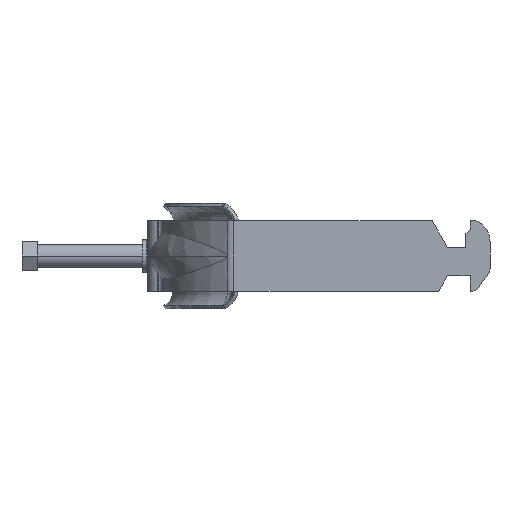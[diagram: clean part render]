
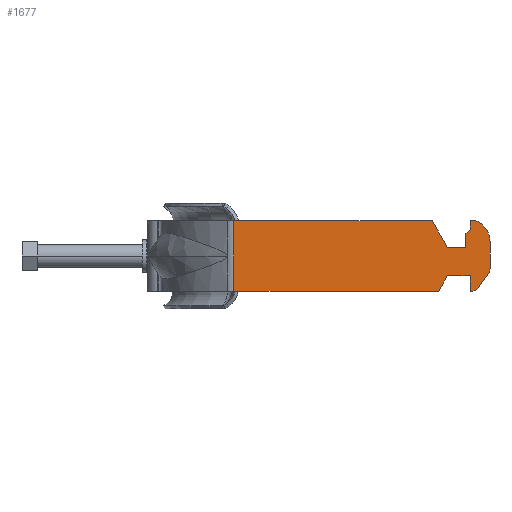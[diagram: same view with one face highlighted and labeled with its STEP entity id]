
A CAD part, left-side view. The second image highlights one B-rep face of the part: STEP entity #1677.
In plain terms, the highlighted planar face has unit normal (-1, 0, 0).
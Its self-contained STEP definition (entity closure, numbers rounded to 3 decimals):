
#52 = VERTEX_POINT ( 'NONE', #880 ) ;
#57 = CARTESIAN_POINT ( 'NONE',  ( -44., -30.426, -12.5 ) ) ;
#59 = ORIENTED_EDGE ( 'NONE', *, *, #1230, .T. ) ;
#147 = LINE ( 'NONE', #5169, #377 ) ;
#194 = ORIENTED_EDGE ( 'NONE', *, *, #231, .T. ) ;
#213 = VECTOR ( 'NONE', #8347, 1000. ) ;
#231 = EDGE_CURVE ( 'NONE', #6192, #7756, #804, .T. ) ;
#377 = VECTOR ( 'NONE', #5896, 1000. ) ;
#453 = LINE ( 'NONE', #8013, #2392 ) ;
#463 = CARTESIAN_POINT ( 'NONE',  ( -44., -30.426, 12.5 ) ) ;
#557 = CARTESIAN_POINT ( 'NONE',  ( -44., -112.5, 8. ) ) ;
#709 = VERTEX_POINT ( 'NONE', #8710 ) ;
#804 = CIRCLE ( 'NONE', #5117, 8. ) ;
#828 = CARTESIAN_POINT ( 'NONE',  ( -44., -112.5, 8. ) ) ;
#880 = CARTESIAN_POINT ( 'NONE',  ( -44., -114., -7. ) ) ;
#1033 = DIRECTION ( 'NONE',  ( 1., 0., 0. ) ) ;
#1050 = EDGE_LOOP ( 'NONE', ( #4117, #194, #6639, #2407, #2921, #5767, #9040, #6459, #8360, #8474, #3930, #59, #4517, #6267, #6115, #6183, #3905, #6323 ) ) ;
#1230 = EDGE_CURVE ( 'NONE', #1779, #6199, #453, .T. ) ;
#1292 = DIRECTION ( 'NONE',  ( 0., 0.707, -0.707 ) ) ;
#1294 = AXIS2_PLACEMENT_3D ( 'NONE', #5409, #1033, #6126 ) ;
#1645 = CARTESIAN_POINT ( 'NONE',  ( -44., -30.426, 12.5 ) ) ;
#1677 = ADVANCED_FACE ( 'NONE', ( #5702 ), #7708, .T. ) ;
#1695 = LINE ( 'NONE', #3666, #9436 ) ;
#1775 = CARTESIAN_POINT ( 'NONE',  ( -44., -114., -12.5 ) ) ;
#1779 = VERTEX_POINT ( 'NONE', #4696 ) ;
#1825 = VERTEX_POINT ( 'NONE', #6150 ) ;
#1850 = VECTOR ( 'NONE', #8074, 1000. ) ;
#1871 = DIRECTION ( 'NONE',  ( 0., -1., 0. ) ) ;
#1932 = DIRECTION ( 'NONE',  ( -1., 0., 0. ) ) ;
#2010 = VERTEX_POINT ( 'NONE', #2224 ) ;
#2090 = VERTEX_POINT ( 'NONE', #5342 ) ;
#2212 = VERTEX_POINT ( 'NONE', #4989 ) ;
#2224 = CARTESIAN_POINT ( 'NONE',  ( -44., -106., 3. ) ) ;
#2265 = EDGE_CURVE ( 'NONE', #6192, #9035, #9003, .T. ) ;
#2270 = VECTOR ( 'NONE', #7961, 1000. ) ;
#2305 = CARTESIAN_POINT ( 'NONE',  ( -44., -116.896, -11.221 ) ) ;
#2392 = VECTOR ( 'NONE', #3669, 1000. ) ;
#2407 = ORIENTED_EDGE ( 'NONE', *, *, #5249, .T. ) ;
#2487 = EDGE_CURVE ( 'NONE', #3344, #7756, #7614, .T. ) ;
#2500 = VECTOR ( 'NONE', #1292, 1000. ) ;
#2665 = CARTESIAN_POINT ( 'NONE',  ( -44., -30.426, 12.5 ) ) ;
#2767 = CARTESIAN_POINT ( 'NONE',  ( -44., -116., 12.5 ) ) ;
#2850 = LINE ( 'NONE', #2665, #8656 ) ;
#2883 = CARTESIAN_POINT ( 'NONE',  ( -44., -30.426, 12.5 ) ) ;
#2921 = ORIENTED_EDGE ( 'NONE', *, *, #8469, .T. ) ;
#2931 = EDGE_CURVE ( 'NONE', #9035, #2212, #4097, .T. ) ;
#2947 = EDGE_CURVE ( 'NONE', #6739, #709, #5797, .T. ) ;
#3114 = CARTESIAN_POINT ( 'NONE',  ( -44., -114., -12.5 ) ) ;
#3157 = AXIS2_PLACEMENT_3D ( 'NONE', #3319, #8399, #4058 ) ;
#3263 = CARTESIAN_POINT ( 'NONE',  ( -44., -112.5, 3. ) ) ;
#3265 = CARTESIAN_POINT ( 'NONE',  ( -44., -114.438, -12.5 ) ) ;
#3319 = CARTESIAN_POINT ( 'NONE',  ( -44., -114.438, -9.5 ) ) ;
#3330 = VECTOR ( 'NONE', #5314, 1000. ) ;
#3344 = VERTEX_POINT ( 'NONE', #6413 ) ;
#3407 = VECTOR ( 'NONE', #5557, 1000. ) ;
#3593 = VERTEX_POINT ( 'NONE', #2305 ) ;
#3666 = CARTESIAN_POINT ( 'NONE',  ( -44., -100.515, 12.5 ) ) ;
#3669 = DIRECTION ( 'NONE',  ( 0., -0.5, 0.866 ) ) ;
#3798 = VECTOR ( 'NONE', #3910, 1000. ) ;
#3815 = CARTESIAN_POINT ( 'NONE',  ( -44., -121., 5.084 ) ) ;
#3835 = CARTESIAN_POINT ( 'NONE',  ( -44., -114., 9.5 ) ) ;
#3905 = ORIENTED_EDGE ( 'NONE', *, *, #9142, .T. ) ;
#3910 = DIRECTION ( 'NONE',  ( 0., -1., 0. ) ) ;
#3930 = ORIENTED_EDGE ( 'NONE', *, *, #4640, .T. ) ;
#3992 = EDGE_CURVE ( 'NONE', #6199, #52, #5862, .T. ) ;
#4058 = DIRECTION ( 'NONE',  ( 0., 1., 0. ) ) ;
#4085 = CARTESIAN_POINT ( 'NONE',  ( -44., -121., -4.413 ) ) ;
#4097 = CIRCLE ( 'NONE', #1294, 3. ) ;
#4117 = ORIENTED_EDGE ( 'NONE', *, *, #2265, .F. ) ;
#4158 = VECTOR ( 'NONE', #5012, 1000. ) ;
#4262 = VERTEX_POINT ( 'NONE', #57 ) ;
#4321 = DIRECTION ( 'NONE',  ( -1., 0., 0. ) ) ;
#4339 = DIRECTION ( 'NONE',  ( 0., 0., -1. ) ) ;
#4372 = DIRECTION ( 'NONE',  ( 0., -1., 0. ) ) ;
#4381 = EDGE_CURVE ( 'NONE', #8232, #6405, #8354, .T. ) ;
#4410 = DIRECTION ( 'NONE',  ( 0., 0.5, 0.866 ) ) ;
#4508 = VERTEX_POINT ( 'NONE', #3835 ) ;
#4517 = ORIENTED_EDGE ( 'NONE', *, *, #3992, .T. ) ;
#4640 = EDGE_CURVE ( 'NONE', #4262, #1779, #8697, .T. ) ;
#4696 = CARTESIAN_POINT ( 'NONE',  ( -44., -102.825, -12.5 ) ) ;
#4989 = CARTESIAN_POINT ( 'NONE',  ( -44., -120.457, -6.134 ) ) ;
#5012 = DIRECTION ( 'NONE',  ( 0., -1., 0. ) ) ;
#5060 = CARTESIAN_POINT ( 'NONE',  ( -44., -113., 5.084 ) ) ;
#5117 = AXIS2_PLACEMENT_3D ( 'NONE', #5060, #4321, #6196 ) ;
#5169 = CARTESIAN_POINT ( 'NONE',  ( -44., -106., 3. ) ) ;
#5209 = EDGE_CURVE ( 'NONE', #709, #2010, #147, .T. ) ;
#5249 = EDGE_CURVE ( 'NONE', #3344, #4508, #7431, .T. ) ;
#5261 = CARTESIAN_POINT ( 'NONE',  ( -44., -114., 9.5 ) ) ;
#5314 = DIRECTION ( 'NONE',  ( 0., 0., -1. ) ) ;
#5342 = CARTESIAN_POINT ( 'NONE',  ( -44., -100.515, 12.5 ) ) ;
#5409 = CARTESIAN_POINT ( 'NONE',  ( -44., -118., -4.413 ) ) ;
#5527 = VECTOR ( 'NONE', #1871, 1000. ) ;
#5557 = DIRECTION ( 'NONE',  ( 0., -0.574, 0.819 ) ) ;
#5702 = FACE_OUTER_BOUND ( 'NONE', #1050, .T. ) ;
#5767 = ORIENTED_EDGE ( 'NONE', *, *, #2947, .T. ) ;
#5797 = LINE ( 'NONE', #3263, #213 ) ;
#5829 = CARTESIAN_POINT ( 'NONE',  ( -44., -30.426, -12.5 ) ) ;
#5862 = LINE ( 'NONE', #9354, #4158 ) ;
#5896 = DIRECTION ( 'NONE',  ( 0., 1., 0. ) ) ;
#6028 = CIRCLE ( 'NONE', #3157, 3. ) ;
#6034 = EDGE_CURVE ( 'NONE', #1825, #2090, #7867, .T. ) ;
#6115 = ORIENTED_EDGE ( 'NONE', *, *, #4381, .T. ) ;
#6126 = DIRECTION ( 'NONE',  ( 0., 1., 0. ) ) ;
#6150 = CARTESIAN_POINT ( 'NONE',  ( -44., -30.426, 12.5 ) ) ;
#6183 = ORIENTED_EDGE ( 'NONE', *, *, #8975, .F. ) ;
#6192 = VERTEX_POINT ( 'NONE', #3815 ) ;
#6196 = DIRECTION ( 'NONE',  ( 0., 1., 0. ) ) ;
#6199 = VERTEX_POINT ( 'NONE', #8867 ) ;
#6216 = EDGE_CURVE ( 'NONE', #52, #8232, #8917, .T. ) ;
#6237 = CARTESIAN_POINT ( 'NONE',  ( -44., -30.426, -12.5 ) ) ;
#6267 = ORIENTED_EDGE ( 'NONE', *, *, #6216, .T. ) ;
#6323 = ORIENTED_EDGE ( 'NONE', *, *, #2931, .F. ) ;
#6405 = VERTEX_POINT ( 'NONE', #3265 ) ;
#6413 = CARTESIAN_POINT ( 'NONE',  ( -44., -114., 12.5 ) ) ;
#6459 = ORIENTED_EDGE ( 'NONE', *, *, #7926, .T. ) ;
#6600 = LINE ( 'NONE', #557, #2500 ) ;
#6639 = ORIENTED_EDGE ( 'NONE', *, *, #2487, .F. ) ;
#6739 = VERTEX_POINT ( 'NONE', #828 ) ;
#6837 = EDGE_CURVE ( 'NONE', #1825, #4262, #2850, .T. ) ;
#7020 = DIRECTION ( 'NONE',  ( 0., 1., 0. ) ) ;
#7270 = LINE ( 'NONE', #7750, #3407 ) ;
#7431 = LINE ( 'NONE', #5261, #1850 ) ;
#7614 = LINE ( 'NONE', #2883, #2270 ) ;
#7708 = PLANE ( 'NONE',  #9014 ) ;
#7743 = DIRECTION ( 'NONE',  ( 0., 0., -1. ) ) ;
#7750 = CARTESIAN_POINT ( 'NONE',  ( -44., -121., -5.359 ) ) ;
#7756 = VERTEX_POINT ( 'NONE', #2767 ) ;
#7867 = LINE ( 'NONE', #1645, #3798 ) ;
#7926 = EDGE_CURVE ( 'NONE', #2010, #2090, #1695, .T. ) ;
#7961 = DIRECTION ( 'NONE',  ( 0., -1., 0. ) ) ;
#8013 = CARTESIAN_POINT ( 'NONE',  ( -44., -106., -7. ) ) ;
#8074 = DIRECTION ( 'NONE',  ( 0., 0., -1. ) ) ;
#8120 = VECTOR ( 'NONE', #4372, 1000. ) ;
#8232 = VERTEX_POINT ( 'NONE', #1775 ) ;
#8347 = DIRECTION ( 'NONE',  ( 0., 0., -1. ) ) ;
#8354 = LINE ( 'NONE', #5829, #8120 ) ;
#8360 = ORIENTED_EDGE ( 'NONE', *, *, #6034, .F. ) ;
#8399 = DIRECTION ( 'NONE',  ( 1., 0., 0. ) ) ;
#8469 = EDGE_CURVE ( 'NONE', #4508, #6739, #6600, .T. ) ;
#8474 = ORIENTED_EDGE ( 'NONE', *, *, #6837, .T. ) ;
#8656 = VECTOR ( 'NONE', #7743, 1000. ) ;
#8689 = CARTESIAN_POINT ( 'NONE',  ( -44., -121., 12.5 ) ) ;
#8697 = LINE ( 'NONE', #6237, #5527 ) ;
#8710 = CARTESIAN_POINT ( 'NONE',  ( -44., -112.5, 3. ) ) ;
#8867 = CARTESIAN_POINT ( 'NONE',  ( -44., -106., -7. ) ) ;
#8917 = LINE ( 'NONE', #3114, #3330 ) ;
#8975 = EDGE_CURVE ( 'NONE', #3593, #6405, #6028, .T. ) ;
#9003 = LINE ( 'NONE', #8689, #9223 ) ;
#9014 = AXIS2_PLACEMENT_3D ( 'NONE', #463, #1932, #7020 ) ;
#9035 = VERTEX_POINT ( 'NONE', #4085 ) ;
#9040 = ORIENTED_EDGE ( 'NONE', *, *, #5209, .T. ) ;
#9142 = EDGE_CURVE ( 'NONE', #3593, #2212, #7270, .T. ) ;
#9223 = VECTOR ( 'NONE', #4339, 1000. ) ;
#9354 = CARTESIAN_POINT ( 'NONE',  ( -44., -114., -7. ) ) ;
#9436 = VECTOR ( 'NONE', #4410, 1000. ) ;
